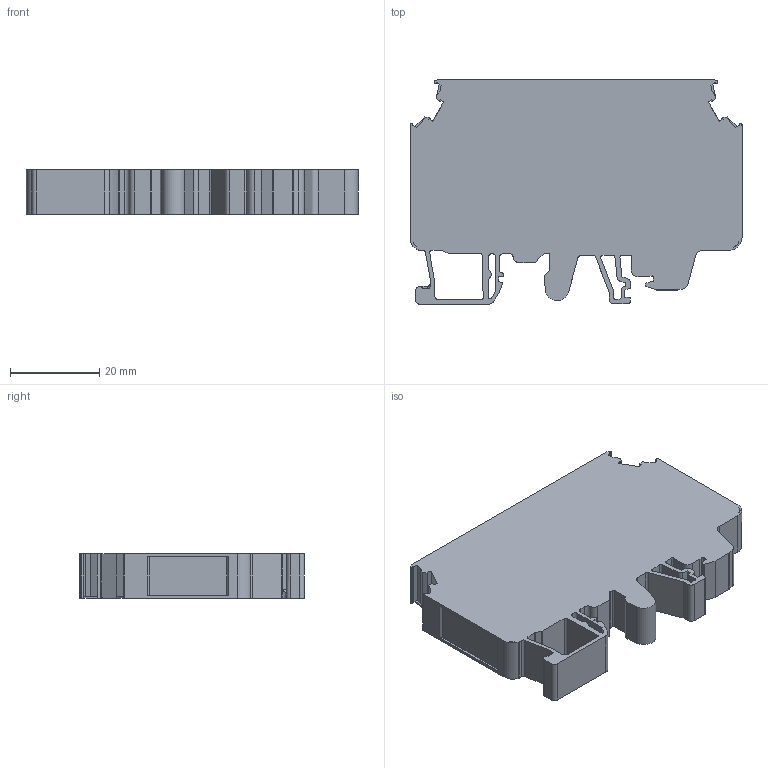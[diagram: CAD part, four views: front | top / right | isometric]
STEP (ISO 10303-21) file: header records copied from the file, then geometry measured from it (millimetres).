
FILE_DESCRIPTION (( 'STEP AP214' ), '1' );
FILE_NAME ('375800.WGO 2N_BG.STP', '2015-08-10T06:11:51', ( '' ), ( '' ), 'SwSTEP 2.0', 'SolidWorks 2015', '' );
FILE_SCHEMA (( 'AUTOMOTIVE_DESIGN' ));
Length unit declared in the file: millimetre
Products named in the file (1): 375800.WGO 2N_BG
Bounding box: 74.58 x 50.44 x 10 mm (x, y, z)
Volume: 30051.1 mm3; surface area: 10313.4 mm2
Topology: 1 solids, 1 shells, 260 faces, 754 edges, 503 vertices
Faces by surface type: plane 163, cylinder 95, cone 2
Entity records: 11511 total; most frequent: CARTESIAN_POINT 1552, ORIENTED_EDGE 1508, DIRECTION 1465, EDGE_CURVE 754, LINE 557, VECTOR 557, VERTEX_POINT 503, AXIS2_PLACEMENT_3D 454
